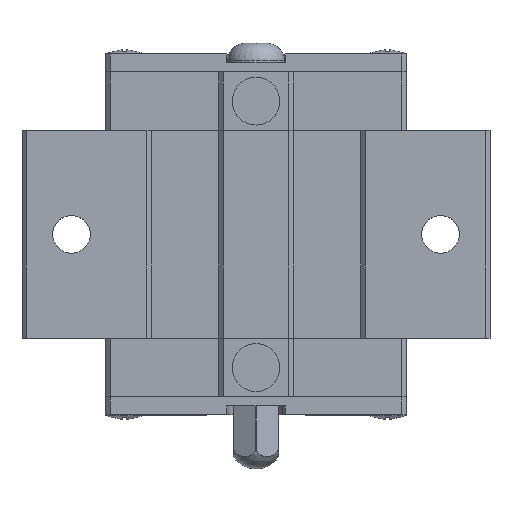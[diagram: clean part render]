
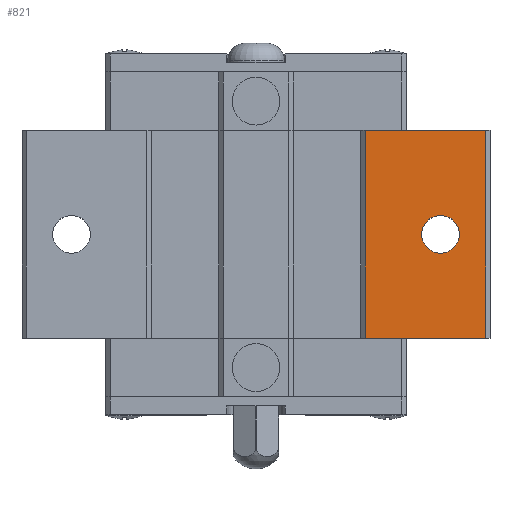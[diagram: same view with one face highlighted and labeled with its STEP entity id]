
A CAD part, top view. The second image highlights one B-rep face of the part: STEP entity #821.
In plain terms, the highlighted planar face has unit normal (0, 0, 1).
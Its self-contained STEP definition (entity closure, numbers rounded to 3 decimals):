
#821=ADVANCED_FACE('',(#1687,#1688),#1689,.T.);
#1687=FACE_OUTER_BOUND('',#2594,.T.);
#1688=FACE_BOUND('',#2595,.T.);
#1689=PLANE('',#2596);
#2594=EDGE_LOOP('',(#5148,#5149,#5150,#5151));
#2595=EDGE_LOOP('',(#5152,#5153));
#2596=AXIS2_PLACEMENT_3D('',#5154,#5155,#5156);
#5148=ORIENTED_EDGE('',*,*,#6465,.T.);
#5149=ORIENTED_EDGE('',*,*,#6396,.T.);
#5150=ORIENTED_EDGE('',*,*,#6471,.F.);
#5151=ORIENTED_EDGE('',*,*,#6446,.T.);
#5152=ORIENTED_EDGE('',*,*,#5496,.T.);
#5153=ORIENTED_EDGE('',*,*,#6472,.T.);
#5154=CARTESIAN_POINT('',(0.0,31.601,24.0));
#5155=DIRECTION('',(0.0,0.0,1.0));
#5156=DIRECTION('',(-1.0,0.0,0.0));
#5496=EDGE_CURVE('',#6586,#6592,#6594,.T.);
#6396=EDGE_CURVE('',#7937,#7935,#7938,.T.);
#6446=EDGE_CURVE('',#8024,#8022,#8025,.T.);
#6465=EDGE_CURVE('',#8022,#7937,#8048,.T.);
#6471=EDGE_CURVE('',#8024,#7935,#8054,.T.);
#6472=EDGE_CURVE('',#6592,#6586,#8055,.T.);
#6586=VERTEX_POINT('',#8199);
#6592=VERTEX_POINT('',#8206);
#6594=CIRCLE('',#8209,2.1);
#7935=VERTEX_POINT('',#10594);
#7937=VERTEX_POINT('',#10597);
#7938=LINE('',#10598,#10599);
#8022=VERTEX_POINT('',#10724);
#8024=VERTEX_POINT('',#10727);
#8025=LINE('',#10728,#10729);
#8048=LINE('',#10764,#10765);
#8054=LINE('',#10773,#10774);
#8055=CIRCLE('',#10775,2.1);
#8199=CARTESIAN_POINT('',(22.6,20.051,24.0));
#8206=CARTESIAN_POINT('',(18.4,20.051,24.0));
#8209=AXIS2_PLACEMENT_3D('',#10950,#10951,#10952);
#10594=CARTESIAN_POINT('',(25.5,8.501,24.0));
#10597=CARTESIAN_POINT('',(12.125,8.501,24.0));
#10598=CARTESIAN_POINT('',(25.5,8.501,24.0));
#10599=VECTOR('',#11828,1.0);
#10724=CARTESIAN_POINT('',(12.125,31.601,24.0));
#10727=CARTESIAN_POINT('',(25.5,31.601,24.0));
#10728=CARTESIAN_POINT('',(25.5,31.601,24.0));
#10729=VECTOR('',#11874,1.0);
#10764=CARTESIAN_POINT('',(12.125,37.376,24.0));
#10765=VECTOR('',#11887,1.0);
#10773=CARTESIAN_POINT('',(25.5,31.601,24.0));
#10774=VECTOR('',#11890,1.0);
#10775=AXIS2_PLACEMENT_3D('',#11891,#11892,#11893);
#10950=CARTESIAN_POINT('',(20.5,20.051,24.0));
#10951=DIRECTION('',(0.0,0.0,-1.0));
#10952=DIRECTION('',(1.0,0.0,0.0));
#11828=DIRECTION('',(1.0,0.0,0.0));
#11874=DIRECTION('',(-1.0,0.0,0.0));
#11887=DIRECTION('',(0.0,-1.0,0.0));
#11890=DIRECTION('',(0.0,-1.0,0.0));
#11891=CARTESIAN_POINT('',(20.5,20.051,24.0));
#11892=DIRECTION('',(0.0,0.0,-1.0));
#11893=DIRECTION('',(1.0,0.0,0.0));
